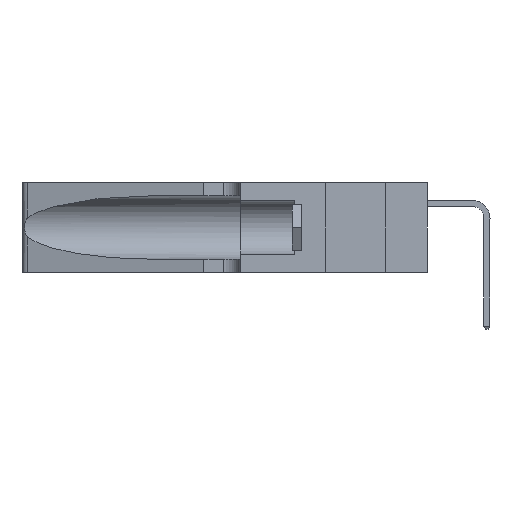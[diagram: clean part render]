
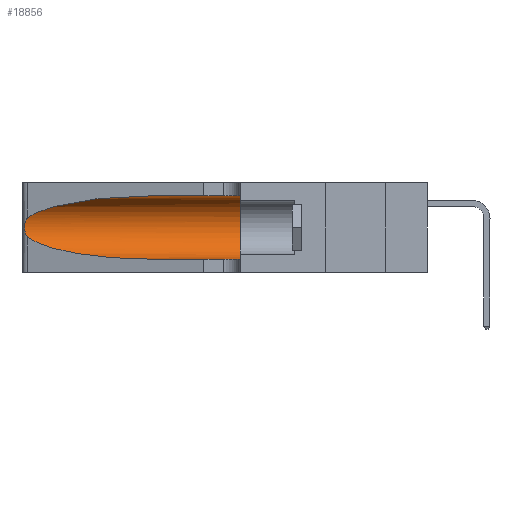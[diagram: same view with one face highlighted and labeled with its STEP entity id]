
A CAD part, left-side view. The second image highlights one B-rep face of the part: STEP entity #18856.
In plain terms, the highlighted cylindrical face has radius 3.308 mm (diameter 6.617 mm), a partial arc.
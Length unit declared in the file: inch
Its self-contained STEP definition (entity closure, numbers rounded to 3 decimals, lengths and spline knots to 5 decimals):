
#427 = EDGE_CURVE ( 'NONE', #13958, #4013, #23289, .T. ) ;
#1332 = DIRECTION ( 'NONE',  ( 0., 0., -1. ) ) ;
#1342 = CARTESIAN_POINT ( 'NONE',  ( 0.25639, 1.23184, 0.21858 ) ) ;
#3054 = AXIS2_PLACEMENT_3D ( 'NONE', #31216, #22285, #1332 ) ;
#3782 = ORIENTED_EDGE ( 'NONE', *, *, #8066, .T. ) ;
#3960 = CARTESIAN_POINT ( 'NONE',  ( 0.2373, 1.15595, 0.28018 ) ) ;
#4013 = VERTEX_POINT ( 'NONE', #30902 ) ;
#4404 = CARTESIAN_POINT ( 'NONE',  ( 0.25854, 1.2359, 0.20912 ) ) ;
#7039 = ORIENTED_EDGE ( 'NONE', *, *, #24765, .T. ) ;
#7456 = CARTESIAN_POINT ( 'NONE',  ( 0.26075, 1.23896, 0.19203 ) ) ;
#8066 = EDGE_CURVE ( 'NONE', #23694, #12896, #25649, .T. ) ;
#8890 = CARTESIAN_POINT ( 'NONE',  ( 0.18966, 0.96281, 0.05475 ) ) ;
#9690 = ORIENTED_EDGE ( 'NONE', *, *, #24392, .F. ) ;
#10058 = CARTESIAN_POINT ( 'NONE',  ( 0.1305, 0.72297, 0.31525 ) ) ;
#10376 = CARTESIAN_POINT ( 'NONE',  ( 0.25487, 1.22718, 0.22369 ) ) ;
#10500 = CARTESIAN_POINT ( 'NONE',  ( 0.26017, 1.23833, 0.17102 ) ) ;
#11360 = CARTESIAN_POINT ( 'NONE',  ( 0.1305, 1.61858, 0.31525 ) ) ;
#12896 = VERTEX_POINT ( 'NONE', #16815 ) ;
#13371 = CARTESIAN_POINT ( 'NONE',  ( 0.25555, 1.22994, 0.2215 ) ) ;
#13497 = CARTESIAN_POINT ( 'NONE',  ( 0.25789, 1.23486, 0.15765 ) ) ;
#13958 = VERTEX_POINT ( 'NONE', #15584 ) ;
#14318 = DIRECTION ( 'NONE',  ( 0., -1., 0. ) ) ;
#14902 = CARTESIAN_POINT ( 'NONE',  ( 0.25487, 1.22718, 0.14631 ) ) ;
#15083 = EDGE_CURVE ( 'NONE', #13958, #18776, #26402, .T. ) ;
#15584 = CARTESIAN_POINT ( 'NONE',  ( 0.1305, 0.72297, 0.31525 ) ) ;
#15972 = CARTESIAN_POINT ( 'NONE',  ( 0.1305, 0.35, 0.31525 ) ) ;
#16493 = CARTESIAN_POINT ( 'NONE',  ( 0.25555, 1.22993, 0.14849 ) ) ;
#16815 = CARTESIAN_POINT ( 'NONE',  ( 0.1305, 0.72297, 0.05475 ) ) ;
#17685 = CARTESIAN_POINT ( 'NONE',  ( 0.1305, 0.35, 0.185 ) ) ;
#18776 = VERTEX_POINT ( 'NONE', #15972 ) ;
#18856 = ADVANCED_FACE ( 'NONE', ( #29278 ), #28339, .F. ) ;
#20435 = DIRECTION ( 'NONE',  ( 0., -1., 0. ) ) ;
#20644 = DIRECTION ( 'NONE',  ( 0., 0., 1. ) ) ;
#21542 = EDGE_CURVE ( 'NONE', #12896, #37275, #26258, .T. ) ;
#22285 = DIRECTION ( 'NONE',  ( 0., -1., 0. ) ) ;
#22295 = CARTESIAN_POINT ( 'NONE',  ( 0.25787, 1.23484, 0.2124 ) ) ;
#23289 =( BOUNDED_CURVE ( )  B_SPLINE_CURVE ( 3, ( #10058, #24847, #3960, #30803 ),
 .UNSPECIFIED., .F., .F. ) 
 B_SPLINE_CURVE_WITH_KNOTS ( ( 4, 4 ),
 ( 1.5708, 2.84003 ),
 .UNSPECIFIED. ) 
 CURVE ( )  GEOMETRIC_REPRESENTATION_ITEM ( )  RATIONAL_B_SPLINE_CURVE ( ( 1., 0.87, 0.87, 1. ) ) 
 REPRESENTATION_ITEM ( '' )  );
#23694 = VERTEX_POINT ( 'NONE', #35106 ) ;
#24392 = EDGE_CURVE ( 'NONE', #18776, #37275, #37399, .T. ) ;
#24765 = EDGE_CURVE ( 'NONE', #4013, #23694, #27328, .T. ) ;
#24847 = CARTESIAN_POINT ( 'NONE',  ( 0.18966, 0.96281, 0.31525 ) ) ;
#25272 = CARTESIAN_POINT ( 'NONE',  ( 0.26018, 1.23835, 0.19895 ) ) ;
#25345 = VECTOR ( 'NONE', #20435, 39.37008 ) ;
#25481 = VECTOR ( 'NONE', #14318, 39.37008 ) ;
#25649 =( BOUNDED_CURVE ( )  B_SPLINE_CURVE ( 3, ( #14902, #29651, #8890, #35520 ),
 .UNSPECIFIED., .F., .F. ) 
 B_SPLINE_CURVE_WITH_KNOTS ( ( 4, 4 ),
 ( 3.44316, 4.71239 ),
 .UNSPECIFIED. ) 
 CURVE ( )  GEOMETRIC_REPRESENTATION_ITEM ( )  RATIONAL_B_SPLINE_CURVE ( ( 1., 0.87, 0.87, 1. ) ) 
 REPRESENTATION_ITEM ( '' )  );
#26258 = LINE ( 'NONE', #29239, #25345 ) ;
#26402 = LINE ( 'NONE', #11360, #25481 ) ;
#27328 = B_SPLINE_CURVE_WITH_KNOTS ( 'NONE', 3,
 ( #10376, #13371, #1342, #22295, #4404, #25272, #7456, #28238, #10500, #31229, #13497, #34146, #16493, #37076 ),
 .UNSPECIFIED., .F., .F.,
 ( 4, 2, 2, 2, 2, 2, 4 ),
 ( 0., 0.00027, 0.00053, 0.00107, 0.0016, 0.00187, 0.00214 ),
 .UNSPECIFIED. ) ;
#27718 = AXIS2_PLACEMENT_3D ( 'NONE', #17685, #38263, #20644 ) ;
#28238 = CARTESIAN_POINT ( 'NONE',  ( 0.26075, 1.23896, 0.178 ) ) ;
#28339 = CYLINDRICAL_SURFACE ( 'NONE', #3054, 0.13025 ) ;
#29239 = CARTESIAN_POINT ( 'NONE',  ( 0.1305, 1.61858, 0.05475 ) ) ;
#29278 = FACE_OUTER_BOUND ( 'NONE', #30648, .T. ) ;
#29651 = CARTESIAN_POINT ( 'NONE',  ( 0.2373, 1.15595, 0.08982 ) ) ;
#29943 = CARTESIAN_POINT ( 'NONE',  ( 0.1305, 0.35, 0.05475 ) ) ;
#30648 = EDGE_LOOP ( 'NONE', ( #34726, #7039, #3782, #33249, #9690, #37910 ) ) ;
#30803 = CARTESIAN_POINT ( 'NONE',  ( 0.25487, 1.22718, 0.22369 ) ) ;
#30902 = CARTESIAN_POINT ( 'NONE',  ( 0.25487, 1.22718, 0.22369 ) ) ;
#31216 = CARTESIAN_POINT ( 'NONE',  ( 0.1305, 1.61858, 0.185 ) ) ;
#31229 = CARTESIAN_POINT ( 'NONE',  ( 0.25856, 1.23593, 0.16098 ) ) ;
#33249 = ORIENTED_EDGE ( 'NONE', *, *, #21542, .T. ) ;
#34146 = CARTESIAN_POINT ( 'NONE',  ( 0.25639, 1.23186, 0.15144 ) ) ;
#34726 = ORIENTED_EDGE ( 'NONE', *, *, #427, .T. ) ;
#35106 = CARTESIAN_POINT ( 'NONE',  ( 0.25487, 1.22718, 0.14631 ) ) ;
#35520 = CARTESIAN_POINT ( 'NONE',  ( 0.1305, 0.72297, 0.05475 ) ) ;
#37076 = CARTESIAN_POINT ( 'NONE',  ( 0.25487, 1.22718, 0.14631 ) ) ;
#37275 = VERTEX_POINT ( 'NONE', #29943 ) ;
#37399 = CIRCLE ( 'NONE', #27718, 0.13025 ) ;
#37910 = ORIENTED_EDGE ( 'NONE', *, *, #15083, .F. ) ;
#38263 = DIRECTION ( 'NONE',  ( 0., 1., 0. ) ) ;
